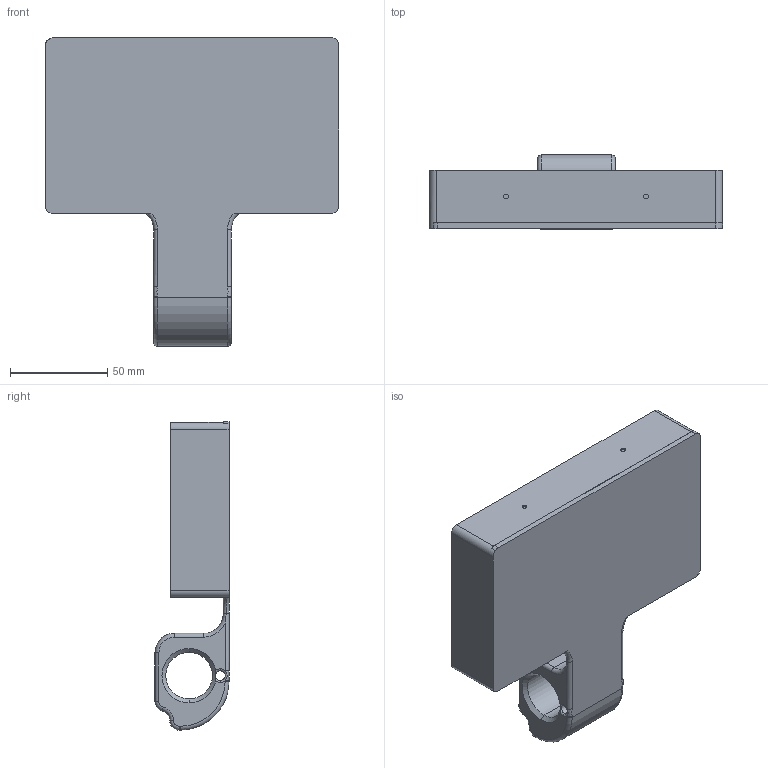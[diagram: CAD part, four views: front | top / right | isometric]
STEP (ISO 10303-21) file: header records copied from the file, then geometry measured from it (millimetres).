
FILE_DESCRIPTION (( 'STEP AP214' ), '1' );
FILE_NAME ('MeshtasticIntegralBoxEMTMount.STEP', '2024-07-13T22:31:20', ( '' ), ( '' ), 'SwSTEP 2.0', 'SolidWorks 2024', '' );
FILE_SCHEMA (( 'AUTOMOTIVE_DESIGN' ));
Length unit declared in the file: millimetre
Products named in the file (1): MeshtasticIntegralBoxEMTMount
Bounding box: 150.51 x 38 x 158.29 mm (x, y, z)
Volume: 141360.1 mm3; surface area: 66881.3 mm2
Topology: 1 solids, 1 shells, 201 faces, 480 edges, 280 vertices
Faces by surface type: cylinder 96, plane 49, torus 28, bspline 24, cone 4
Entity records: 6604 total; most frequent: CARTESIAN_POINT 2048, DIRECTION 999, ORIENTED_EDGE 936, EDGE_CURVE 468, AXIS2_PLACEMENT_3D 407, VERTEX_POINT 280, CIRCLE 229, EDGE_LOOP 216
